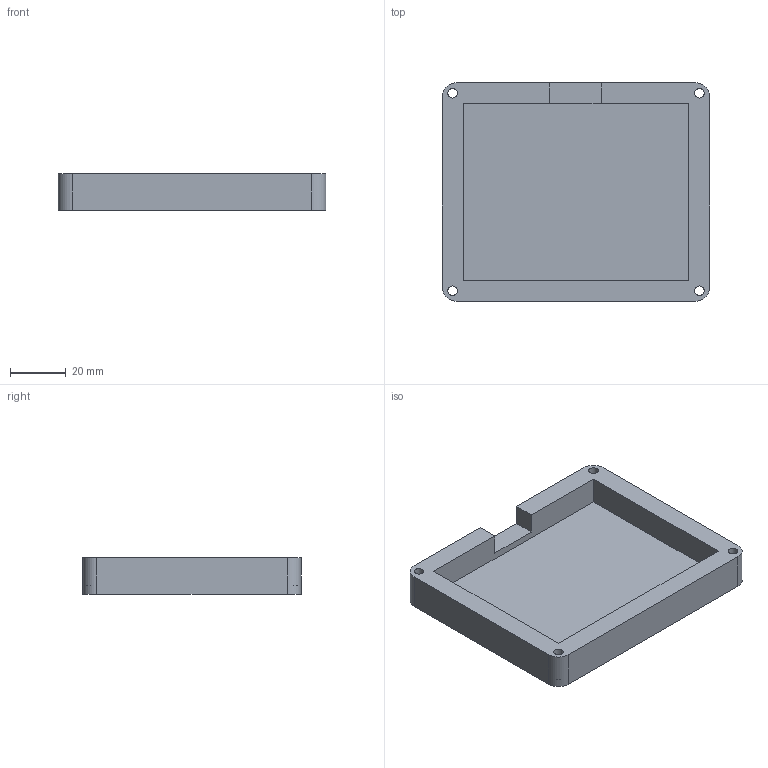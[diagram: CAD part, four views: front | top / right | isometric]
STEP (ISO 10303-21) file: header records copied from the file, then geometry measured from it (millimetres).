
FILE_DESCRIPTION(/* description */ (''),/* implementation_level */ '2;1');
FILE_NAME(/* name */ 'OctoPad-Bottom.step',/* time_stamp */ '2025-07-30T23:22:39-07:00',/* author */ (''),/* organization */ (''),/* preprocessor_version */ 'ST-DEVELOPER v20.1',/* originating_system */ 'Autodesk Translation Framework v14.10.0.0',/* authorisation */ '');
FILE_SCHEMA (('AUTOMOTIVE_DESIGN { 1 0 10303 214 3 1 1 }'));
Length unit declared in the file: millimetre
Products named in the file (2): 2025-07-30-12-11-10-662; 2025-07-30-12-16-31-025
Assembly tree (1 placements, depth 2):
  2025-07-30-12-11-10-662
    2025-07-30-12-16-31-025
Bounding box: 96 x 78.3 x 13 mm (x, y, z)
Volume: 44412.2 mm3; surface area: 22745.9 mm2
Topology: 1 solids, 1 shells, 196 faces, 534 edges, 356 vertices
Faces by surface type: bspline 123, plane 61, cylinder 12
Full cylindrical faces by diameter (mm): 3.4 x4, 6 x4
Entity records: 7381 total; most frequent: CARTESIAN_POINT 3180, ORIENTED_EDGE 1068, EDGE_CURVE 534, DIRECTION 464, VERTEX_POINT 356, LINE 264, VECTOR 264, B_SPLINE_CURVE_WITH_KNOTS 246
